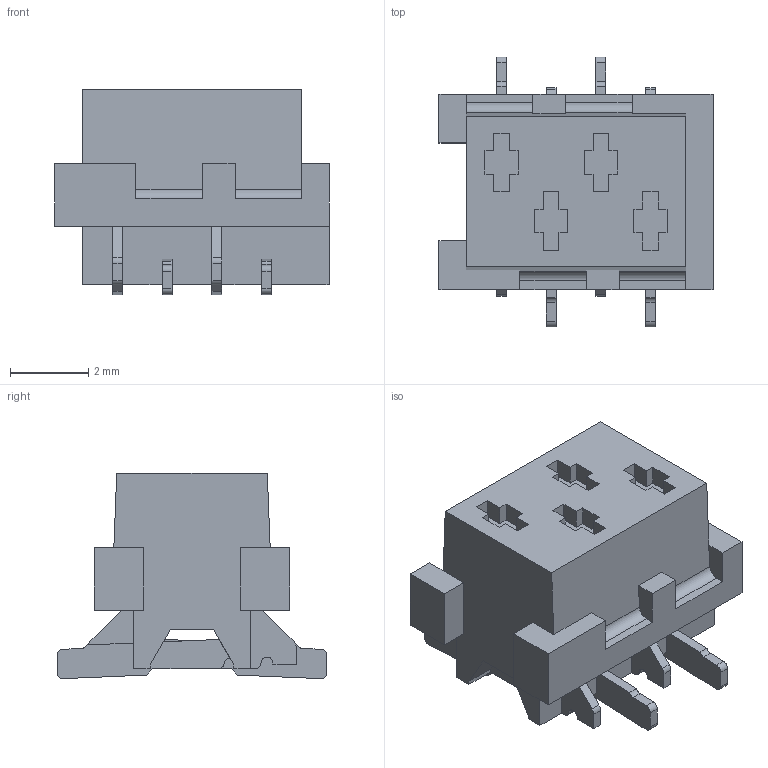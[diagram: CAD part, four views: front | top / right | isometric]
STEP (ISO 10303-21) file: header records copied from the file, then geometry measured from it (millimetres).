
FILE_DESCRIPTION((''),'2;1');
FILE_NAME('C-188275-4','2012-08-29T',('workeradm'),('Tyco Electronics Ltd.'),'PRO/ENGINEER BY PARAMETRIC TECHNOLOGY CORPORATION, 2010430','PRO/ENGINEER BY PARAMETRIC TECHNOLOGY CORPORATION, 2010430','');
FILE_SCHEMA(('AUTOMOTIVE_DESIGN { 1 0 10303 214 1 1 1 1 }'));
Length unit declared in the file: millimetre
Products named in the file (1): C-188275-4
Bounding box: 7.01 x 6.9 x 5.25 mm (x, y, z)
Volume: 112.5 mm3; surface area: 227.5 mm2
Topology: 1 solids, 1 shells, 208 faces, 616 edges, 410 vertices
Faces by surface type: plane 168, cylinder 40
Entity records: 7153 total; most frequent: CARTESIAN_POINT 1236, ORIENTED_EDGE 1232, DIRECTION 1112, EDGE_CURVE 616, VECTOR 536, LINE 536, VERTEX_POINT 410, AXIS2_PLACEMENT_3D 288
